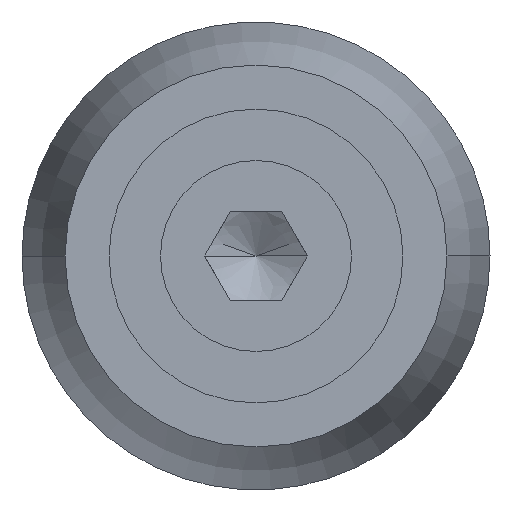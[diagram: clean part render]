
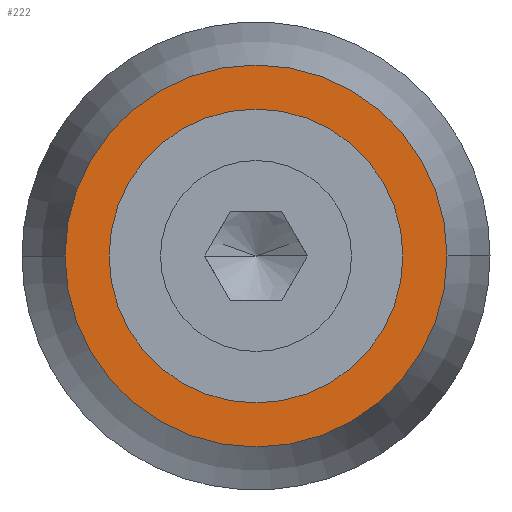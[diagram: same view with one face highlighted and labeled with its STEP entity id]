
A CAD part, left-side view. The second image highlights one B-rep face of the part: STEP entity #222.
In plain terms, the highlighted planar face has unit normal (-1, 0, 0).
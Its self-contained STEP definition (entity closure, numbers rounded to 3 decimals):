
#138=EDGE_CURVE('',#250,#164,#374,.T.);
#146=EDGE_CURVE('',#326,#192,#384,.T.);
#152=EDGE_CURVE('',#192,#326,#392,.T.);
#164=VERTEX_POINT('',#405);
#192=VERTEX_POINT('',#436);
#222=ADVANCED_FACE('',(#469,#470),#471,.T.);
#250=VERTEX_POINT('',#501);
#276=EDGE_CURVE('',#164,#250,#528,.T.);
#326=VERTEX_POINT('',#587);
#374=CIRCLE('',#630,13.0);
#384=CIRCLE('',#642,10.0);
#392=CIRCLE('',#651,10.0);
#405=CARTESIAN_POINT('',(10.5,13.0,0.));
#436=CARTESIAN_POINT('',(10.5,10.,0.));
#469=FACE_OUTER_BOUND('',#782,.T.);
#470=FACE_BOUND('',#783,.T.);
#471=PLANE('',#784);
#501=CARTESIAN_POINT('',(10.5,-13.,0.));
#528=CIRCLE('',#881,13.0);
#587=CARTESIAN_POINT('',(10.5,-10.,0.));
#630=AXIS2_PLACEMENT_3D('',#1000,#1001,#1002);
#642=AXIS2_PLACEMENT_3D('',#1022,#1023,#1024);
#651=AXIS2_PLACEMENT_3D('',#1041,#1042,#1043);
#782=EDGE_LOOP('',(#1128,#1129));
#783=EDGE_LOOP('',(#1130,#1131));
#784=AXIS2_PLACEMENT_3D('',#1132,#1133,#1134);
#881=AXIS2_PLACEMENT_3D('',#1190,#1191,#1192);
#1000=CARTESIAN_POINT('',(10.5,0.,0.));
#1001=DIRECTION('',(1.0,0.0,-0.0));
#1002=DIRECTION('',(0.0,1.0,0.));
#1022=CARTESIAN_POINT('',(10.5,0.,0.));
#1023=DIRECTION('',(1.0,0.0,-0.0));
#1024=DIRECTION('',(0.0,1.0,0.));
#1041=CARTESIAN_POINT('',(10.5,0.,0.));
#1042=DIRECTION('',(1.0,0.0,-0.0));
#1043=DIRECTION('',(0.0,1.0,0.));
#1128=ORIENTED_EDGE('',*,*,#276,.F.);
#1129=ORIENTED_EDGE('',*,*,#138,.F.);
#1130=ORIENTED_EDGE('',*,*,#152,.T.);
#1131=ORIENTED_EDGE('',*,*,#146,.T.);
#1132=CARTESIAN_POINT('',(10.5,11.5,0.));
#1133=DIRECTION('',(-1.0,0.0,0.0));
#1134=DIRECTION('',(0.0,-1.0,0.));
#1190=CARTESIAN_POINT('',(10.5,0.,0.));
#1191=DIRECTION('',(1.0,0.0,-0.0));
#1192=DIRECTION('',(0.0,1.0,0.));
